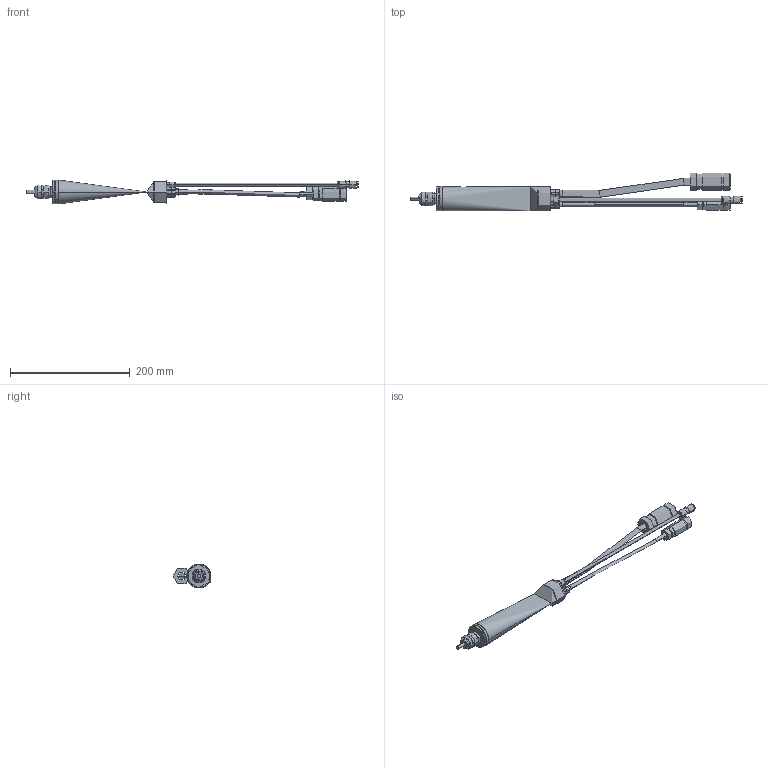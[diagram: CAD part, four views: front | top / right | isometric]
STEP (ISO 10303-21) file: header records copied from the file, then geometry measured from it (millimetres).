
FILE_DESCRIPTION (( 'STEP AP203' ), '1' );
FILE_NAME ('BMS-4020.STEP', '2019-03-21T06:32:19', ( '' ), ( '' ), 'SwSTEP 2.0', 'SolidWorks 2013', '' );
FILE_SCHEMA (( 'CONFIG_CONTROL_DESIGN' ));
Length unit declared in the file: millimetre
Products named in the file (1): BMS-4020
Bounding box: 555.02 x 63 x 39.99 mm (x, y, z)
Topology: 0 solids, 34 shells, 346 faces, 999 edges, 691 vertices
Faces by surface type: cylinder 133, plane 118, cone 79, bspline 16
Entity records: 14956 total; most frequent: CARTESIAN_POINT 6045, DIRECTION 1835, ORIENTED_EDGE 1700, EDGE_CURVE 1001, AXIS2_PLACEMENT_3D 713, VERTEX_POINT 691, LINE 409, VECTOR 409
